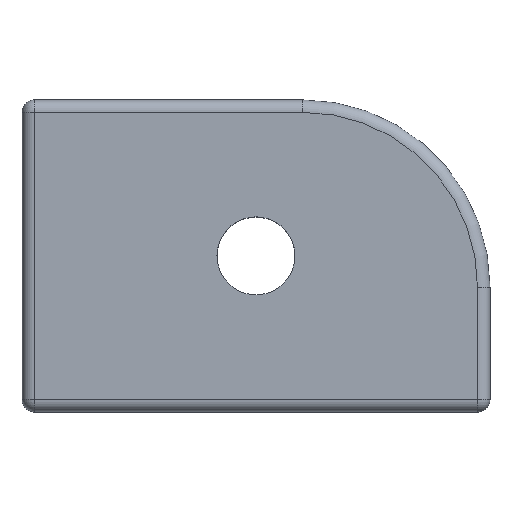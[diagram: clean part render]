
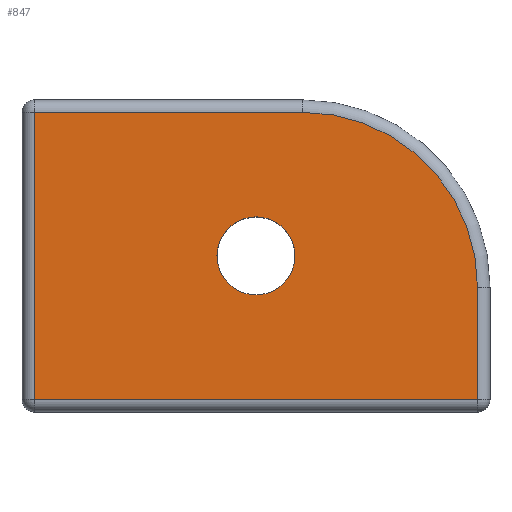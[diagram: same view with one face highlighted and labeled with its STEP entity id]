
A CAD part, top view. The second image highlights one B-rep face of the part: STEP entity #847.
In plain terms, the highlighted planar face has unit normal (0, 0, 1).
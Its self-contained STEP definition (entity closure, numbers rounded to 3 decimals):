
#5 = DIRECTION ( 'NONE',  ( 0., 0., 1. ) ) ;
#6 = FACE_BOUND ( 'NONE', #89, .T. ) ;
#11 = VERTEX_POINT ( 'NONE', #450 ) ;
#18 = FACE_OUTER_BOUND ( 'NONE', #359, .T. ) ;
#19 = EDGE_CURVE ( 'NONE', #607, #11, #214, .T. ) ;
#28 = VECTOR ( 'NONE', #539, 1000. ) ;
#34 = ORIENTED_EDGE ( 'NONE', *, *, #402, .T. ) ;
#51 = VERTEX_POINT ( 'NONE', #576 ) ;
#52 = CIRCLE ( 'NONE', #120, 12.5 ) ;
#84 = LINE ( 'NONE', #483, #28 ) ;
#89 = EDGE_LOOP ( 'NONE', ( #686, #685 ) ) ;
#91 = EDGE_CURVE ( 'NONE', #309, #530, #52, .T. ) ;
#97 = DIRECTION ( 'NONE',  ( -1., 0., 0. ) ) ;
#120 = AXIS2_PLACEMENT_3D ( 'NONE', #170, #648, #246 ) ;
#122 = CARTESIAN_POINT ( 'NONE',  ( -75., 46., 25. ) ) ;
#134 = PLANE ( 'NONE',  #816 ) ;
#165 = CARTESIAN_POINT ( 'NONE',  ( -12.5, 0., 25. ) ) ;
#170 = CARTESIAN_POINT ( 'NONE',  ( 0., 0., 25. ) ) ;
#200 = CARTESIAN_POINT ( 'NONE',  ( 12.5, 0., 25. ) ) ;
#213 = EDGE_CURVE ( 'NONE', #11, #51, #575, .T. ) ;
#214 = CIRCLE ( 'NONE', #636, 56. ) ;
#228 = AXIS2_PLACEMENT_3D ( 'NONE', #347, #813, #412 ) ;
#246 = DIRECTION ( 'NONE',  ( 1., 0., 0. ) ) ;
#262 = DIRECTION ( 'NONE',  ( -1., 0., 0. ) ) ;
#277 = DIRECTION ( 'NONE',  ( 0., 0., -1. ) ) ;
#295 = EDGE_CURVE ( 'NONE', #530, #309, #393, .T. ) ;
#309 = VERTEX_POINT ( 'NONE', #200 ) ;
#318 = DIRECTION ( 'NONE',  ( 1., 0., 0. ) ) ;
#347 = CARTESIAN_POINT ( 'NONE',  ( 0., 0., 25. ) ) ;
#359 = EDGE_LOOP ( 'NONE', ( #785, #452, #460, #34, #653 ) ) ;
#374 = VERTEX_POINT ( 'NONE', #812 ) ;
#393 = CIRCLE ( 'NONE', #228, 12.5 ) ;
#401 = VERTEX_POINT ( 'NONE', #815 ) ;
#402 = EDGE_CURVE ( 'NONE', #51, #374, #84, .T. ) ;
#412 = DIRECTION ( 'NONE',  ( 1., 0., 0. ) ) ;
#415 = CARTESIAN_POINT ( 'NONE',  ( 71., -10., 25. ) ) ;
#429 = EDGE_CURVE ( 'NONE', #401, #607, #853, .T. ) ;
#439 = VECTOR ( 'NONE', #318, 1000. ) ;
#450 = CARTESIAN_POINT ( 'NONE',  ( 15., 46., 25. ) ) ;
#452 = ORIENTED_EDGE ( 'NONE', *, *, #19, .T. ) ;
#454 = LINE ( 'NONE', #708, #439 ) ;
#460 = ORIENTED_EDGE ( 'NONE', *, *, #213, .T. ) ;
#483 = CARTESIAN_POINT ( 'NONE',  ( -71., -50., 25. ) ) ;
#530 = VERTEX_POINT ( 'NONE', #165 ) ;
#536 = CARTESIAN_POINT ( 'NONE',  ( 15., -10., 25. ) ) ;
#539 = DIRECTION ( 'NONE',  ( 0., -1., 0. ) ) ;
#566 = VECTOR ( 'NONE', #262, 1000. ) ;
#572 = EDGE_CURVE ( 'NONE', #374, #401, #454, .T. ) ;
#575 = LINE ( 'NONE', #122, #566 ) ;
#576 = CARTESIAN_POINT ( 'NONE',  ( -71., 46., 25. ) ) ;
#607 = VERTEX_POINT ( 'NONE', #711 ) ;
#636 = AXIS2_PLACEMENT_3D ( 'NONE', #763, #5, #97 ) ;
#648 = DIRECTION ( 'NONE',  ( 0., 0., 1. ) ) ;
#653 = ORIENTED_EDGE ( 'NONE', *, *, #572, .T. ) ;
#675 = DIRECTION ( 'NONE',  ( 0., 1., 0. ) ) ;
#685 = ORIENTED_EDGE ( 'NONE', *, *, #295, .F. ) ;
#686 = ORIENTED_EDGE ( 'NONE', *, *, #91, .F. ) ;
#708 = CARTESIAN_POINT ( 'NONE',  ( 75., -46., 25. ) ) ;
#711 = CARTESIAN_POINT ( 'NONE',  ( 71., -10., 25. ) ) ;
#740 = DIRECTION ( 'NONE',  ( -1., 0., 0. ) ) ;
#763 = CARTESIAN_POINT ( 'NONE',  ( 15., -10., 25. ) ) ;
#785 = ORIENTED_EDGE ( 'NONE', *, *, #429, .T. ) ;
#812 = CARTESIAN_POINT ( 'NONE',  ( -71., -46., 25. ) ) ;
#813 = DIRECTION ( 'NONE',  ( 0., 0., 1. ) ) ;
#815 = CARTESIAN_POINT ( 'NONE',  ( 71., -46., 25. ) ) ;
#816 = AXIS2_PLACEMENT_3D ( 'NONE', #536, #277, #740 ) ;
#835 = VECTOR ( 'NONE', #675, 1000. ) ;
#847 = ADVANCED_FACE ( 'NONE', ( #18, #6 ), #134, .F. ) ;
#853 = LINE ( 'NONE', #415, #835 ) ;
